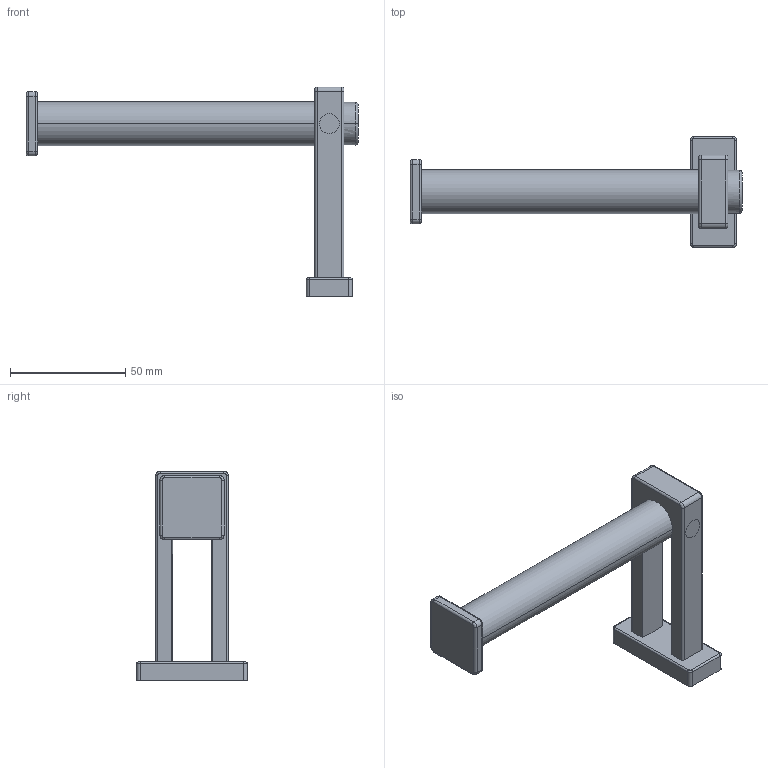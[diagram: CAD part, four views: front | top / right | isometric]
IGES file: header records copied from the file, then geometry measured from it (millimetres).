
Start section:  PTC IGES file: 3006.igs
Global section: file name: 3006.igs; native system: Creo Parametric by PTC Inc.; preprocessor: 2018400; author: jinson.thomas; organization: Unknown; date: 20211220.105518; units: inch
Bounding box: 144.25 x 48.11 x 91.11 mm (x, y, z)
Volume: 67205.6 mm3; surface area: 20542.7 mm2
Topology: 2 solids, 2 shells, 129 faces, 320 edges, 197 vertices
Faces by surface type: revolution 89, bspline 40
